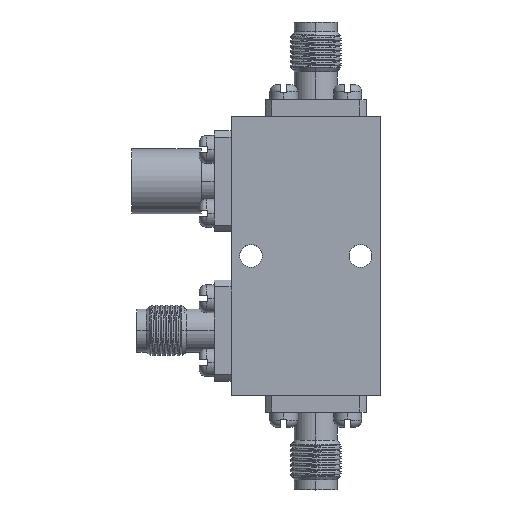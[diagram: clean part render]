
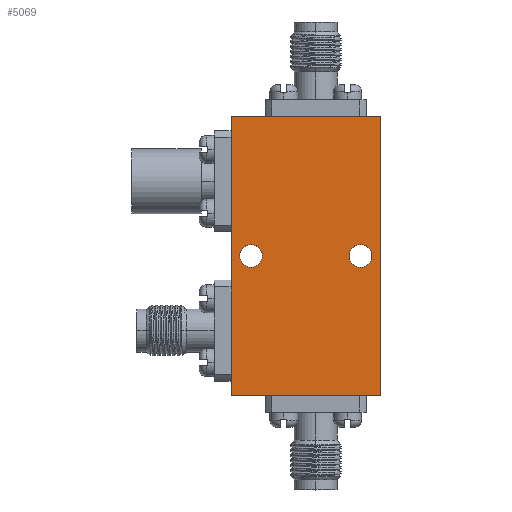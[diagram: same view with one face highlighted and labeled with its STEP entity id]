
A CAD part, top view. The second image highlights one B-rep face of the part: STEP entity #5069.
In plain terms, the highlighted planar face has unit normal (0, 0, 1).
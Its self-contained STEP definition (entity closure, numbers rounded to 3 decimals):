
#13 = CARTESIAN_POINT ( 'NONE',  ( 7.5, 14., 11. ) ) ;
#204 = CARTESIAN_POINT ( 'NONE',  ( -7.5, 14., 11. ) ) ;
#283 = VECTOR ( 'NONE', #12746, 1000. ) ;
#308 = CARTESIAN_POINT ( 'NONE',  ( -4.35, 0., 11. ) ) ;
#1147 = EDGE_CURVE ( 'NONE', #7199, #7222, #5551, .T. ) ;
#1532 = AXIS2_PLACEMENT_3D ( 'NONE', #1597, #10166, #7770 ) ;
#1597 = CARTESIAN_POINT ( 'NONE',  ( 5.5, 0., 11. ) ) ;
#1798 = CARTESIAN_POINT ( 'NONE',  ( 0., -14., 11. ) ) ;
#1927 = VECTOR ( 'NONE', #14331, 1000. ) ;
#2058 = AXIS2_PLACEMENT_3D ( 'NONE', #9720, #8481, #7163 ) ;
#2117 = ORIENTED_EDGE ( 'NONE', *, *, #9681, .F. ) ;
#2120 = CARTESIAN_POINT ( 'NONE',  ( -5.5, 0., 11. ) ) ;
#2624 = EDGE_CURVE ( 'NONE', #3089, #7199, #7816, .T. ) ;
#2939 = ORIENTED_EDGE ( 'NONE', *, *, #12275, .T. ) ;
#3089 = VERTEX_POINT ( 'NONE', #3931 ) ;
#3156 = VECTOR ( 'NONE', #10592, 1000. ) ;
#3186 = CIRCLE ( 'NONE', #12927, 1.15 ) ;
#3195 = DIRECTION ( 'NONE',  ( 0., 0., -1. ) ) ;
#3346 = DIRECTION ( 'NONE',  ( 1., 0., 0. ) ) ;
#3852 = CARTESIAN_POINT ( 'NONE',  ( 7.5, 0., 11. ) ) ;
#3931 = CARTESIAN_POINT ( 'NONE',  ( 7.5, -14., 11. ) ) ;
#4021 = LINE ( 'NONE', #3852, #283 ) ;
#4180 = CIRCLE ( 'NONE', #6284, 1.15 ) ;
#4583 = CARTESIAN_POINT ( 'NONE',  ( 4.35, 0., 11. ) ) ;
#4869 = PLANE ( 'NONE',  #12861 ) ;
#5069 = ADVANCED_FACE ( 'NONE', ( #13609, #6111, #16175 ), #4869, .T. ) ;
#5320 = CARTESIAN_POINT ( 'NONE',  ( -7.5, -14., 11. ) ) ;
#5551 = LINE ( 'NONE', #15452, #3156 ) ;
#6111 = FACE_BOUND ( 'NONE', #7185, .T. ) ;
#6284 = AXIS2_PLACEMENT_3D ( 'NONE', #2120, #3195, #3346 ) ;
#6309 = VERTEX_POINT ( 'NONE', #10348 ) ;
#6356 = DIRECTION ( 'NONE',  ( 0., 0., -1. ) ) ;
#7124 = EDGE_LOOP ( 'NONE', ( #9076, #13564 ) ) ;
#7163 = DIRECTION ( 'NONE',  ( 1., 0., 0. ) ) ;
#7185 = EDGE_LOOP ( 'NONE', ( #2939, #14957 ) ) ;
#7199 = VERTEX_POINT ( 'NONE', #5320 ) ;
#7222 = VERTEX_POINT ( 'NONE', #204 ) ;
#7378 = CARTESIAN_POINT ( 'NONE',  ( -6.65, 0., 11. ) ) ;
#7397 = EDGE_LOOP ( 'NONE', ( #14556, #2117, #15743, #15165 ) ) ;
#7770 = DIRECTION ( 'NONE',  ( 1., 0., 0. ) ) ;
#7816 = LINE ( 'NONE', #1798, #1927 ) ;
#8239 = VERTEX_POINT ( 'NONE', #4583 ) ;
#8481 = DIRECTION ( 'NONE',  ( 0., 0., -1. ) ) ;
#8660 = DIRECTION ( 'NONE',  ( 1., 0., 0. ) ) ;
#8679 = DIRECTION ( 'NONE',  ( 1., 0., 0. ) ) ;
#9076 = ORIENTED_EDGE ( 'NONE', *, *, #12856, .T. ) ;
#9681 = EDGE_CURVE ( 'NONE', #16075, #3089, #4021, .T. ) ;
#9720 = CARTESIAN_POINT ( 'NONE',  ( -5.5, 0., 11. ) ) ;
#10083 = LINE ( 'NONE', #12713, #10570 ) ;
#10166 = DIRECTION ( 'NONE',  ( 0., 0., -1. ) ) ;
#10348 = CARTESIAN_POINT ( 'NONE',  ( 6.65, 0., 11. ) ) ;
#10414 = EDGE_CURVE ( 'NONE', #8239, #6309, #3186, .T. ) ;
#10478 = DIRECTION ( 'NONE',  ( 1., 0., 0. ) ) ;
#10570 = VECTOR ( 'NONE', #8679, 1000. ) ;
#10592 = DIRECTION ( 'NONE',  ( 0., 1., 0. ) ) ;
#12275 = EDGE_CURVE ( 'NONE', #6309, #8239, #14695, .T. ) ;
#12417 = EDGE_CURVE ( 'NONE', #14481, #13827, #15230, .T. ) ;
#12459 = CARTESIAN_POINT ( 'NONE',  ( 0., 0., 11. ) ) ;
#12713 = CARTESIAN_POINT ( 'NONE',  ( 0., 14., 11. ) ) ;
#12746 = DIRECTION ( 'NONE',  ( 0., -1., 0. ) ) ;
#12856 = EDGE_CURVE ( 'NONE', #13827, #14481, #4180, .T. ) ;
#12861 = AXIS2_PLACEMENT_3D ( 'NONE', #12459, #14185, #10478 ) ;
#12927 = AXIS2_PLACEMENT_3D ( 'NONE', #13602, #6356, #8660 ) ;
#13564 = ORIENTED_EDGE ( 'NONE', *, *, #12417, .T. ) ;
#13602 = CARTESIAN_POINT ( 'NONE',  ( 5.5, 0., 11. ) ) ;
#13609 = FACE_OUTER_BOUND ( 'NONE', #7397, .T. ) ;
#13827 = VERTEX_POINT ( 'NONE', #308 ) ;
#14185 = DIRECTION ( 'NONE',  ( 0., 0., 1. ) ) ;
#14331 = DIRECTION ( 'NONE',  ( -1., 0., 0. ) ) ;
#14481 = VERTEX_POINT ( 'NONE', #7378 ) ;
#14556 = ORIENTED_EDGE ( 'NONE', *, *, #2624, .F. ) ;
#14695 = CIRCLE ( 'NONE', #1532, 1.15 ) ;
#14957 = ORIENTED_EDGE ( 'NONE', *, *, #10414, .T. ) ;
#14989 = EDGE_CURVE ( 'NONE', #7222, #16075, #10083, .T. ) ;
#15165 = ORIENTED_EDGE ( 'NONE', *, *, #1147, .F. ) ;
#15230 = CIRCLE ( 'NONE', #2058, 1.15 ) ;
#15452 = CARTESIAN_POINT ( 'NONE',  ( -7.5, 0., 11. ) ) ;
#15743 = ORIENTED_EDGE ( 'NONE', *, *, #14989, .F. ) ;
#16075 = VERTEX_POINT ( 'NONE', #13 ) ;
#16175 = FACE_BOUND ( 'NONE', #7124, .T. ) ;
